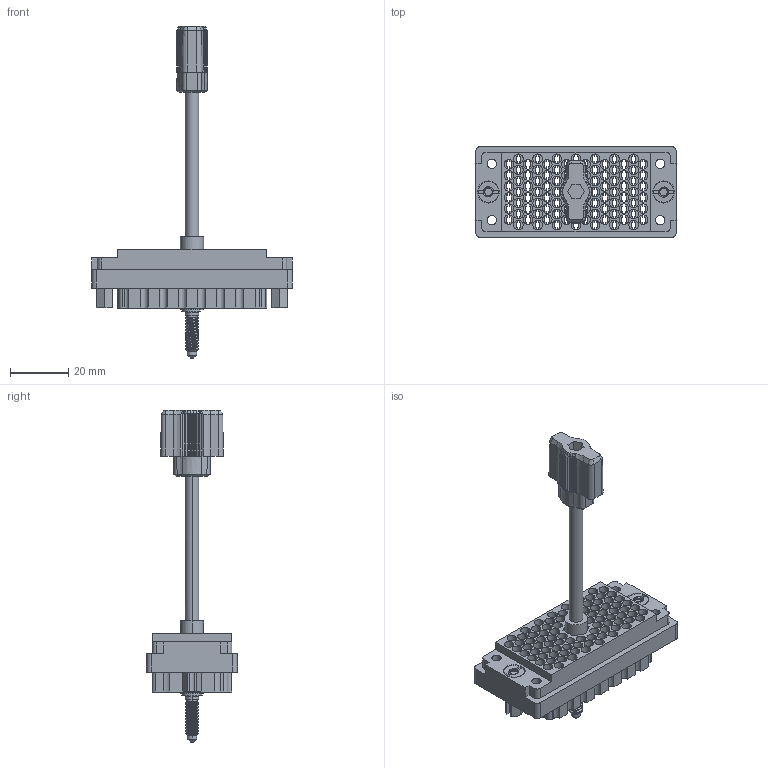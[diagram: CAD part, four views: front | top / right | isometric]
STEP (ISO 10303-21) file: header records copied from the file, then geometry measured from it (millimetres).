
FILE_DESCRIPTION (( 'STEP AP203' ), '1' );
FILE_NAME ('516-090-000-601.STEP', '2020-03-06T16:46:18', ( '' ), ( '' ), 'SwSTEP 2.0', 'SolidWorks 2016', '' );
FILE_SCHEMA (( 'CONFIG_CONTROL_DESIGN' ));
Length unit declared in the file: inch
Products named in the file (12): 516-253-190-107; 516-252-091-102; 516 Part Receptacle_090; 516-253-095-100; 516-251-095-100; 516-221-090-102_090; 516-090-000-601; Actuating Screw Assy 090-120; 516-250-091-111; Grub Screw; 516-221-090-102_091; 516-254-091-109
Assembly tree (13 placements, depth 3):
  516-090-000-601
    516 Part Receptacle_090
    516-252-091-102  x2
    516-221-090-102_090
    Actuating Screw Assy 090-120
      516-251-095-100
      516-254-091-109
      516-253-095-100  x2
      516-253-190-107
      516-250-091-111
      Grub Screw
    516-221-090-102_091
Bounding box: 69.04 x 31.34 x 114.34 mm (x, y, z)
Volume: 25350.7 mm3; surface area: 35006.4 mm2
Topology: 12 solids, 12 shells, 2383 faces, 6897 edges, 4560 vertices
Faces by surface type: plane 1533, cylinder 715, cone 96, bspline 39
Entity records: 90977 total; most frequent: CARTESIAN_POINT 26535, ORIENTED_EDGE 13606, DIRECTION 12885, EDGE_CURVE 6803, VECTOR 4691, LINE 4691, VERTEX_POINT 4500, AXIS2_PLACEMENT_3D 4097
